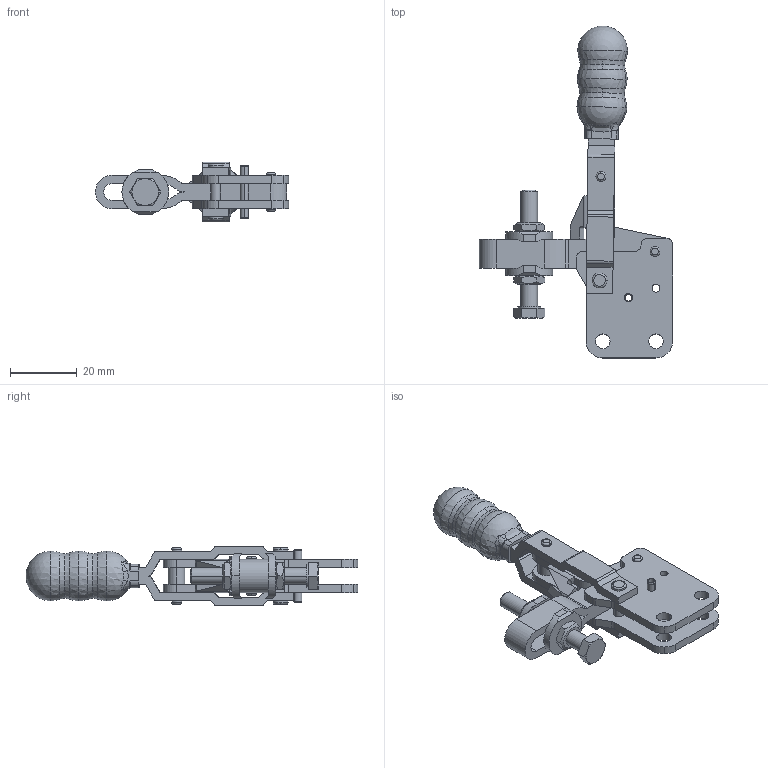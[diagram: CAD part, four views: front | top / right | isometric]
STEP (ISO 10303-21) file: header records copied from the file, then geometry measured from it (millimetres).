
FILE_DESCRIPTION((''),'2;1');
FILE_NAME('MG82U.stp','2009-11-06T11:04:26',('David'),(''),'Autodesk Inventor 8','Autodesk Inventor 8','');
FILE_SCHEMA(('AUTOMOTIVE_DESIGN { 1 0 10303 214 1 1 1 1 }'));
Length unit declared in the file: millimetre
Products named in the file (8): MG82U; MG82 HANDLE ASSEMBLY; MG82 LINK; MG82 U-BAR; ISO 4017 -  M5 x 35; MG82 SIDEPLATE; MG82 WASHER ASSEMBLY; ISO 13337 2.5 x 16
Assembly tree (7 placements, depth 2):
  MG82U
    MG82 HANDLE ASSEMBLY
    MG82 LINK
    MG82 U-BAR
    ISO 4017 -  M5 x 35
    MG82 SIDEPLATE
    MG82 WASHER ASSEMBLY
    ISO 13337 2.5 x 16
Bounding box: 58.1 x 99.81 x 18 mm (x, y, z)
Volume: 16525 mm3; surface area: 14162.5 mm2
Topology: 8 solids, 9 shells, 386 faces, 998 edges, 640 vertices
Faces by surface type: plane 163, cylinder 137, bspline 40, cone 24, torus 16, sphere 6
Entity records: 13528 total; most frequent: CARTESIAN_POINT 3925, DIRECTION 2030, ORIENTED_EDGE 1958, EDGE_CURVE 979, AXIS2_PLACEMENT_3D 784, VERTEX_POINT 637, VECTOR 462, LINE 462
